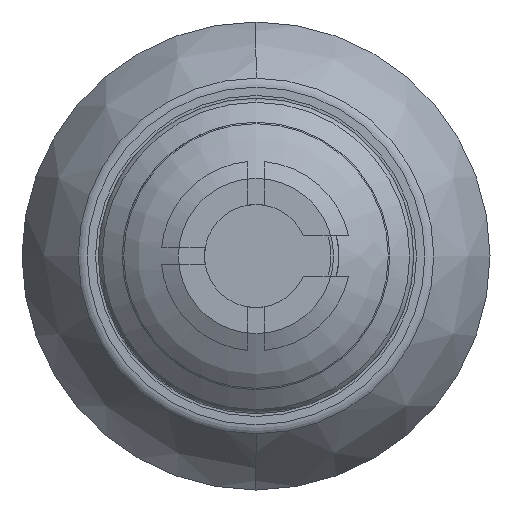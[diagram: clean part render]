
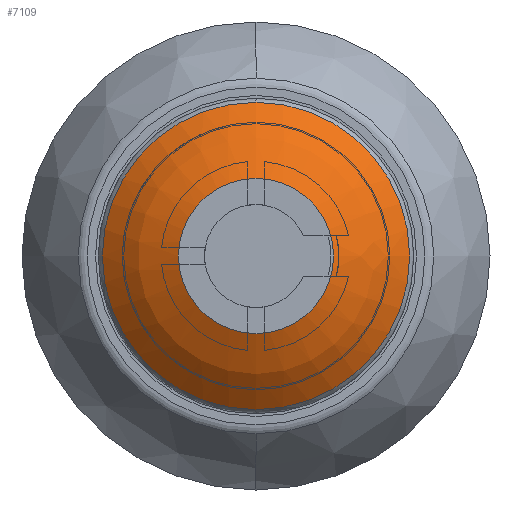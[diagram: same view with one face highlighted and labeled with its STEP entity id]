
A CAD part, front view. The second image highlights one B-rep face of the part: STEP entity #7109.
In plain terms, the highlighted spherical face has radius 8.269 mm.
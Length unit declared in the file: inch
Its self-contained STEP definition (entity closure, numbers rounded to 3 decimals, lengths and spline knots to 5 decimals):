
#1881=FACE_OUTER_BOUND('',#2277,.T.);
#2277=EDGE_LOOP('',(#5055,#5056,#5057,#5058,#5059,#5060));
#2711=CIRCLE('',#7572,0.22628);
#2712=CIRCLE('',#7573,0.22628);
#2715=CIRCLE('',#7576,0.22628);
#2720=CIRCLE('',#7586,0.11417);
#2721=CIRCLE('',#7587,0.32557);
#3043=VERTEX_POINT('',#10502);
#3044=VERTEX_POINT('',#10503);
#3045=VERTEX_POINT('',#10505);
#3046=VERTEX_POINT('',#10547);
#3826=EDGE_CURVE('',#3043,#3044,#2711,.T.);
#3827=EDGE_CURVE('',#3044,#3045,#2712,.T.);
#3830=EDGE_CURVE('',#3045,#3043,#2715,.T.);
#3835=EDGE_CURVE('',#3046,#3046,#2720,.T.);
#3836=EDGE_CURVE('',#3046,#3044,#2721,.T.);
#5055=ORIENTED_EDGE('',*,*,#3835,.F.);
#5056=ORIENTED_EDGE('',*,*,#3836,.T.);
#5057=ORIENTED_EDGE('',*,*,#3826,.F.);
#5058=ORIENTED_EDGE('',*,*,#3830,.F.);
#5059=ORIENTED_EDGE('',*,*,#3827,.F.);
#5060=ORIENTED_EDGE('',*,*,#3836,.F.);
#7066=SPHERICAL_SURFACE('',#7585,0.32557);
#7109=ADVANCED_FACE('',(#1881),#7066,.T.);
#7572=AXIS2_PLACEMENT_3D('',#10504,#8321,#8322);
#7573=AXIS2_PLACEMENT_3D('',#10506,#8323,#8324);
#7576=AXIS2_PLACEMENT_3D('',#10537,#8329,#8330);
#7585=AXIS2_PLACEMENT_3D('',#10546,#8347,#8348);
#7586=AXIS2_PLACEMENT_3D('',#10548,#8349,#8350);
#7587=AXIS2_PLACEMENT_3D('',#10549,#8351,#8352);
#8321=DIRECTION('center_axis',(0.,1.,0.));
#8322=DIRECTION('ref_axis',(0.,0.,-1.));
#8323=DIRECTION('center_axis',(0.,1.,0.));
#8324=DIRECTION('ref_axis',(0.,0.,-1.));
#8329=DIRECTION('center_axis',(0.,1.,0.));
#8330=DIRECTION('ref_axis',(0.,0.,-1.));
#8347=DIRECTION('center_axis',(0.,1.,0.));
#8348=DIRECTION('ref_axis',(-1.,0.,0.));
#8349=DIRECTION('center_axis',(0.,-1.,0.));
#8350=DIRECTION('ref_axis',(0.,0.,
1.));
#8351=DIRECTION('center_axis',(0.,0.,
1.));
#8352=DIRECTION('ref_axis',(1.,0.,0.));
#10502=CARTESIAN_POINT('',(0.,-0.53942,0.22628));
#10503=CARTESIAN_POINT('',(0.22628,-0.53942,0.));
#10504=CARTESIAN_POINT('Origin',(0.,-0.53942,
0.));
#10505=CARTESIAN_POINT('',(0.,-0.53942,-0.22628));
#10506=CARTESIAN_POINT('Origin',(0.,-0.53942,
0.));
#10537=CARTESIAN_POINT('Origin',(0.,-0.53942,
0.));
#10546=CARTESIAN_POINT('Origin',(0.,-0.30535,
0.));
#10547=CARTESIAN_POINT('',(0.11417,-0.61024,0.));
#10548=CARTESIAN_POINT('Origin',(0.,-0.61024,
0.));
#10549=CARTESIAN_POINT('Origin',(0.,-0.30535,
0.));
